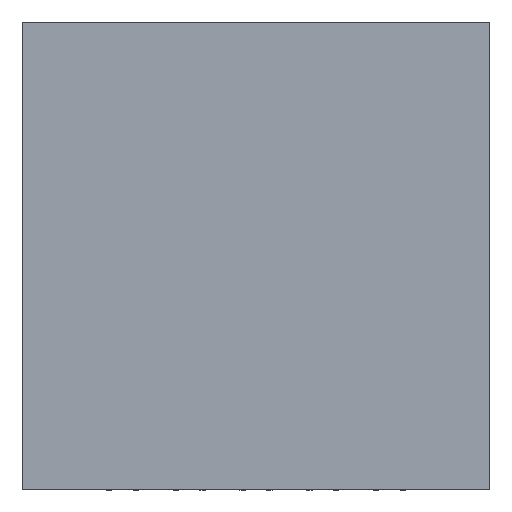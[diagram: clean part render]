
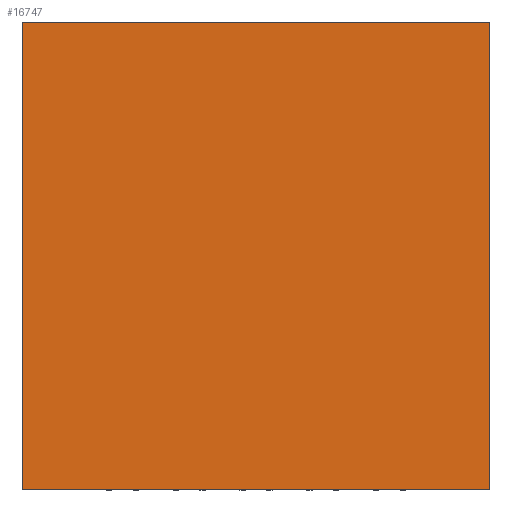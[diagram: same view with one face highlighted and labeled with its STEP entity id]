
A CAD part, top view. The second image highlights one B-rep face of the part: STEP entity #16747.
In plain terms, the highlighted face is planar.
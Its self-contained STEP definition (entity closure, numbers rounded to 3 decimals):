
#13686=DIRECTION('',(0.,0.,1.));
#13687=VECTOR('',#13686,3.5);
#13688=CARTESIAN_POINT('',(-1.75,0.975,-1.75));
#13689=LINE('',#13688,#13687);
#13693=DIRECTION('',(-1.,0.,0.));
#13694=VECTOR('',#13693,3.5);
#13695=CARTESIAN_POINT('',(1.75,0.975,-1.75));
#13696=LINE('',#13695,#13694);
#13700=DIRECTION('',(0.,0.,-1.));
#13701=VECTOR('',#13700,3.5);
#13702=CARTESIAN_POINT('',(1.75,0.975,1.75));
#13703=LINE('',#13702,#13701);
#13707=DIRECTION('',(1.,0.,0.));
#13708=VECTOR('',#13707,3.5);
#13709=CARTESIAN_POINT('',(-1.75,0.975,1.75));
#13710=LINE('',#13709,#13708);
#14584=CARTESIAN_POINT('',(-1.75,0.975,-1.75));
#14585=CARTESIAN_POINT('',(-1.75,0.975,1.75));
#14586=VERTEX_POINT('',#14584);
#14587=VERTEX_POINT('',#14585);
#14588=CARTESIAN_POINT('',(1.75,0.975,1.75));
#14589=VERTEX_POINT('',#14588);
#14590=CARTESIAN_POINT('',(1.75,0.975,-1.75));
#14591=VERTEX_POINT('',#14590);
#16736=CARTESIAN_POINT('',(0.,0.975,0.));
#16737=DIRECTION('',(0.,1.,0.));
#16738=DIRECTION('',(1.,0.,0.));
#16739=AXIS2_PLACEMENT_3D('',#16736,#16737,#16738);
#16740=PLANE('',#16739);
#16741=ORIENTED_EDGE('',*,*,#15546,.F.);
#16742=ORIENTED_EDGE('',*,*,#15659,.F.);
#16743=ORIENTED_EDGE('',*,*,#16141,.F.);
#16744=ORIENTED_EDGE('',*,*,#16594,.F.);
#16745=EDGE_LOOP('',(#16741,#16742,#16743,#16744));
#16746=FACE_OUTER_BOUND('',#16745,.F.);
#16747=ADVANCED_FACE('',(#16746),#16740,.T.);
#15546=EDGE_CURVE('',#14586,#14587,#13689,.T.);
#15659=EDGE_CURVE('',#14591,#14586,#13696,.T.);
#16141=EDGE_CURVE('',#14589,#14591,#13703,.T.);
#16594=EDGE_CURVE('',#14587,#14589,#13710,.T.);
